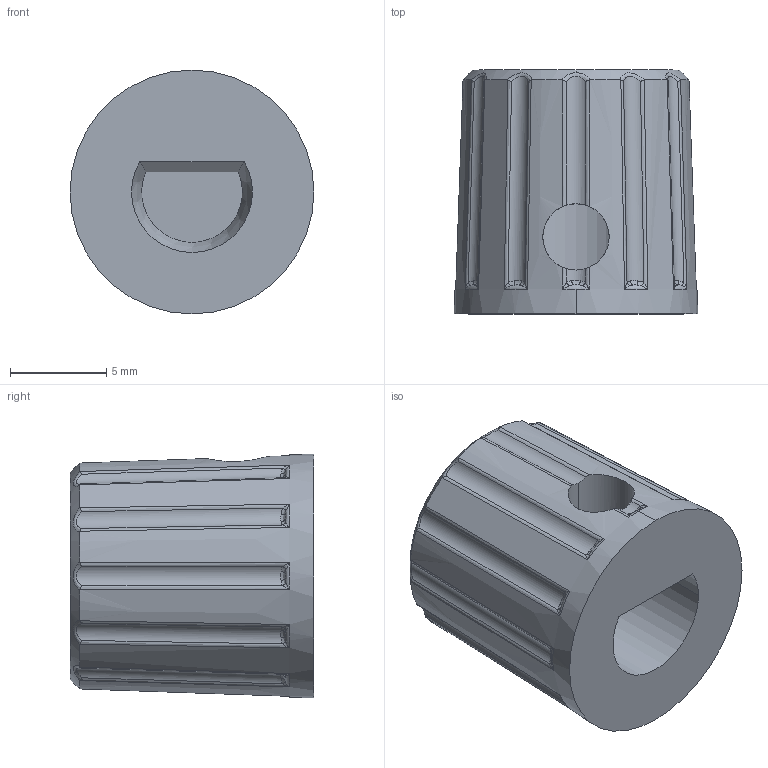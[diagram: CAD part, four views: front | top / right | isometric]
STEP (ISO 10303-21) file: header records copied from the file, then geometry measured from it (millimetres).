
FILE_DESCRIPTION (( 'STEP AP214' ), '1' );
FILE_NAME ('DDI MS21382-0XBX (Modified).STEP', '2021-01-24T03:57:51', ( '' ), ( '' ), 'SwSTEP 2.0', 'SolidWorks 2019', '' );
FILE_SCHEMA (( 'AUTOMOTIVE_DESIGN' ));
Length unit declared in the file: millimetre
Products named in the file (1): DDI MS21382-0XBX (Modified)
Bounding box: 12.7 x 12.7 x 12.7 mm (x, y, z)
Volume: 1189.5 mm3; surface area: 926.3 mm2
Topology: 1 solids, 1 shells, 145 faces, 402 edges, 235 vertices
Faces by surface type: bspline 98, cylinder 24, torus 13, cone 5, plane 5
Entity records: 6104 total; most frequent: CARTESIAN_POINT 3365, ORIENTED_EDGE 756, EDGE_CURVE 378, DIRECTION 291, B_SPLINE_CURVE_WITH_KNOTS 271, VERTEX_POINT 235, EDGE_LOOP 147, FACE_OUTER_BOUND 145
